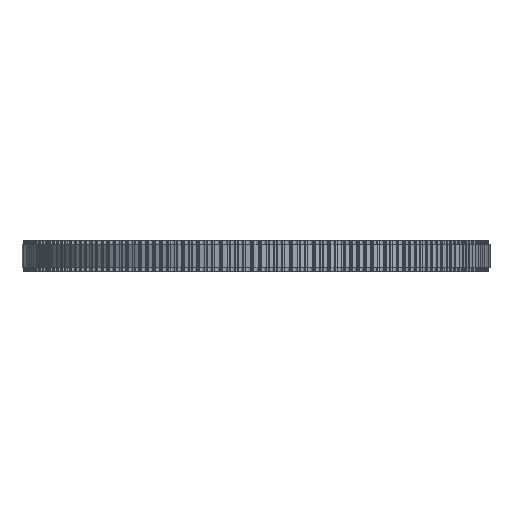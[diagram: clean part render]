
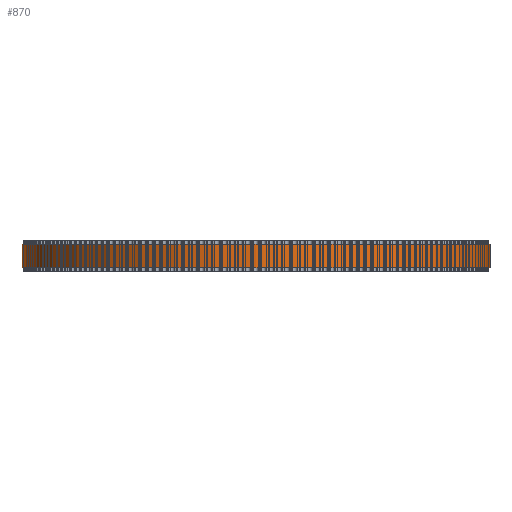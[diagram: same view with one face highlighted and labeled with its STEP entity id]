
A CAD part, front view. The second image highlights one B-rep face of the part: STEP entity #870.
In plain terms, the highlighted cylindrical face has radius 59.524 mm (diameter 119.048 mm), a full revolution.
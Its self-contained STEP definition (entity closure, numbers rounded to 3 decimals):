
#97=FACE_BOUND('',#3120,.T.);
#98=FACE_BOUND('',#3121,.T.);
#870=ADVANCED_FACE('',(#97,#98),#1619,.T.);
#1619=CYLINDRICAL_SURFACE('',#16599,59.524);
#3120=EDGE_LOOP('',(#9106));
#3121=EDGE_LOOP('',(#9107));
#9106=ORIENTED_EDGE('',*,*,#12850,.T.);
#9107=ORIENTED_EDGE('',*,*,#12851,.T.);
#10604=VERTEX_POINT('',#26340);
#10605=VERTEX_POINT('',#26342);
#12850=EDGE_CURVE('',#10604,#10604,#14348,.T.);
#12851=EDGE_CURVE('',#10605,#10605,#14349,.T.);
#14348=CIRCLE('',#16597,59.524);
#14349=CIRCLE('',#16598,59.524);
#16597=AXIS2_PLACEMENT_3D('',#26339,#21842,#21843);
#16598=AXIS2_PLACEMENT_3D('',#26341,#21844,#21845);
#16599=AXIS2_PLACEMENT_3D('',#26343,#21846,#21847);
#21842=DIRECTION('',(0.,0.,1.));
#21843=DIRECTION('',(1.,0.,0.));
#21844=DIRECTION('',(0.,0.,-1.));
#21845=DIRECTION('',(1.,0.,0.));
#21846=DIRECTION('',(0.,0.,1.));
#21847=DIRECTION('',(1.,0.,0.));
#26339=CARTESIAN_POINT('',(0.,0.,1.));
#26340=CARTESIAN_POINT('',(59.524,0.,1.));
#26341=CARTESIAN_POINT('',(0.,0.,7.));
#26342=CARTESIAN_POINT('',(59.524,0.,7.));
#26343=CARTESIAN_POINT('',(0.,0.,1.));
